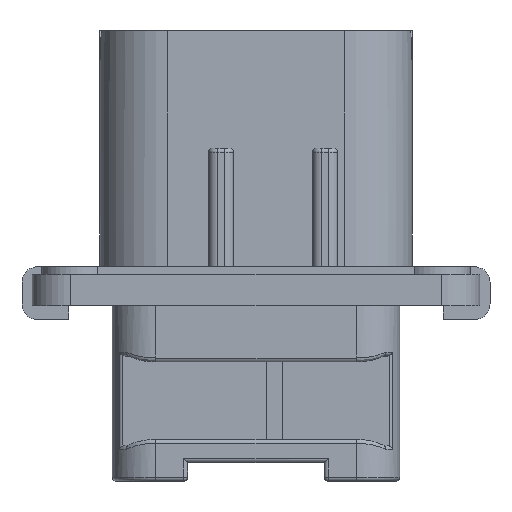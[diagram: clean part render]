
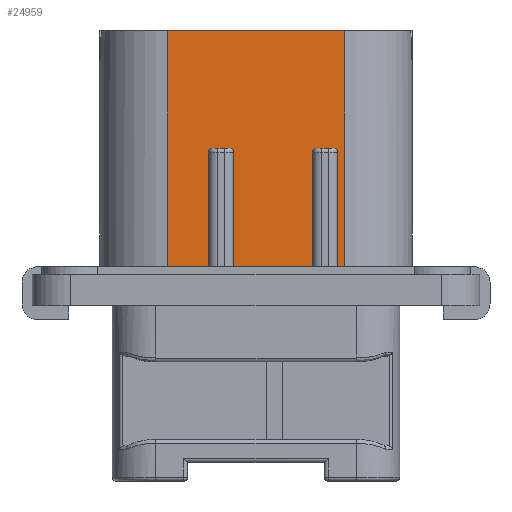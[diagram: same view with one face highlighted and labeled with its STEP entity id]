
A CAD part, front view. The second image highlights one B-rep face of the part: STEP entity #24959.
In plain terms, the highlighted planar face has unit normal (0, -1, 0).
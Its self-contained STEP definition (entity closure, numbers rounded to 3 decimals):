
#977=DIRECTION('',(1.,0.,0.));
#978=VECTOR('',#977,0.45);
#979=CARTESIAN_POINT('',(5.25,-9.,2.));
#980=LINE('',#979,#978);
#1071=CARTESIAN_POINT('',(-1.69,-9.,9.87));
#1072=DIRECTION('',(0.,1.,0.));
#1073=DIRECTION('',(0.,0.,1.));
#1074=AXIS2_PLACEMENT_3D('',#1071,#1072,#1073);
#1084=DIRECTION('',(0.,0.,1.));
#1085=VECTOR('',#1084,7.87);
#1086=CARTESIAN_POINT('',(-1.44,-9.,2.));
#1087=LINE('',#1086,#1085);
#1088=DIRECTION('',(1.,0.,0.));
#1089=VECTOR('',#1088,1.1);
#1090=CARTESIAN_POINT('',(-2.79,-9.,10.12));
#1091=LINE('',#1090,#1089);
#1092=DIRECTION('',(0.,0.,1.));
#1093=VECTOR('',#1092,7.87);
#1094=CARTESIAN_POINT('',(-3.04,-9.,2.));
#1095=LINE('',#1094,#1093);
#1096=DIRECTION('',(0.,0.,-1.));
#1097=VECTOR('',#1096,15.67);
#1098=CARTESIAN_POINT('',(-5.7,-9.,17.67));
#1099=LINE('',#1098,#1097);
#1100=DIRECTION('',(0.,0.,-1.));
#1101=VECTOR('',#1100,15.67);
#1102=CARTESIAN_POINT('',(5.7,-9.,17.67));
#1103=LINE('',#1102,#1101);
#1104=DIRECTION('',(0.,0.,1.));
#1105=VECTOR('',#1104,7.87);
#1106=CARTESIAN_POINT('',(5.25,-9.,2.));
#1107=LINE('',#1106,#1105);
#1108=DIRECTION('',(1.,0.,0.));
#1109=VECTOR('',#1108,1.1);
#1110=CARTESIAN_POINT('',(3.9,-9.,10.12));
#1111=LINE('',#1110,#1109);
#1112=DIRECTION('',(0.,0.,1.));
#1113=VECTOR('',#1112,7.87);
#1114=CARTESIAN_POINT('',(3.65,-9.,2.));
#1115=LINE('',#1114,#1113);
#1116=CARTESIAN_POINT('',(-2.79,-9.,9.87));
#1117=DIRECTION('',(0.,1.,0.));
#1118=DIRECTION('',(-1.,0.,0.));
#1119=AXIS2_PLACEMENT_3D('',#1116,#1117,#1118);
#1152=DIRECTION('',(1.,0.,0.));
#1153=VECTOR('',#1152,2.66);
#1154=CARTESIAN_POINT('',(-5.7,-9.,2.));
#1155=LINE('',#1154,#1153);
#1511=DIRECTION('',(1.,0.,0.));
#1512=VECTOR('',#1511,11.4);
#1513=CARTESIAN_POINT('',(-5.7,-9.,17.67));
#1514=LINE('',#1513,#1512);
#19249=CARTESIAN_POINT('',(5.,-9.,9.87));
#19250=DIRECTION('',(0.,1.,0.));
#19251=DIRECTION('',(0.,0.,1.));
#19252=AXIS2_PLACEMENT_3D('',#19249,#19250,#19251);
#19309=DIRECTION('',(1.,0.,0.));
#19310=VECTOR('',#19309,5.09);
#19311=CARTESIAN_POINT('',(-1.44,-9.,2.));
#19312=LINE('',#19311,#19310);
#19340=CARTESIAN_POINT('',(3.9,-9.,9.87));
#19341=DIRECTION('',(0.,1.,0.));
#19342=DIRECTION('',(-1.,0.,0.));
#19343=AXIS2_PLACEMENT_3D('',#19340,#19341,#19342);
#19539=CARTESIAN_POINT('',(-5.7,-9.,17.67));
#19540=CARTESIAN_POINT('',(-5.7,-9.,2.));
#19541=VERTEX_POINT('',#19539);
#19542=VERTEX_POINT('',#19540);
#19543=CARTESIAN_POINT('',(5.7,-9.,17.67));
#19544=CARTESIAN_POINT('',(5.7,-9.,2.));
#19545=VERTEX_POINT('',#19543);
#19546=VERTEX_POINT('',#19544);
#21472=CARTESIAN_POINT('',(-3.04,-9.,2.));
#21473=VERTEX_POINT('',#21472);
#21474=CARTESIAN_POINT('',(-1.44,-9.,2.));
#21475=CARTESIAN_POINT('',(3.65,-9.,2.));
#21476=VERTEX_POINT('',#21474);
#21477=VERTEX_POINT('',#21475);
#21478=CARTESIAN_POINT('',(5.25,-9.,2.));
#21479=VERTEX_POINT('',#21478);
#21561=CARTESIAN_POINT('',(-1.44,-9.,9.87));
#21563=VERTEX_POINT('',#21561);
#21565=CARTESIAN_POINT('',(-1.69,-9.,10.12));
#21567=VERTEX_POINT('',#21565);
#21580=CARTESIAN_POINT('',(-2.79,-9.,10.12));
#21581=VERTEX_POINT('',#21580);
#21582=CARTESIAN_POINT('',(-3.04,-9.,9.87));
#21583=VERTEX_POINT('',#21582);
#21585=CARTESIAN_POINT('',(5.25,-9.,9.87));
#21587=VERTEX_POINT('',#21585);
#21589=CARTESIAN_POINT('',(5.,-9.,10.12));
#21591=VERTEX_POINT('',#21589);
#21604=CARTESIAN_POINT('',(3.9,-9.,10.12));
#21605=VERTEX_POINT('',#21604);
#21606=CARTESIAN_POINT('',(3.65,-9.,9.87));
#21607=VERTEX_POINT('',#21606);
#24924=CARTESIAN_POINT('',(-10.05,-9.,2.));
#24925=DIRECTION('',(0.,-1.,0.));
#24926=DIRECTION('',(1.,0.,0.));
#24927=AXIS2_PLACEMENT_3D('',#24924,#24925,#24926);
#24928=PLANE('',#24927);
#24929=ORIENTED_EDGE('',*,*,#24915,.T.);
#24930=ORIENTED_EDGE('',*,*,#24904,.F.);
#24931=ORIENTED_EDGE('',*,*,#24889,.F.);
#24933=ORIENTED_EDGE('',*,*,#24932,.F.);
#24935=ORIENTED_EDGE('',*,*,#24934,.F.);
#24937=ORIENTED_EDGE('',*,*,#24936,.F.);
#24939=ORIENTED_EDGE('',*,*,#24938,.F.);
#24941=ORIENTED_EDGE('',*,*,#24940,.T.);
#24943=ORIENTED_EDGE('',*,*,#24942,.T.);
#24944=ORIENTED_EDGE('',*,*,#24806,.F.);
#24946=ORIENTED_EDGE('',*,*,#24945,.T.);
#24948=ORIENTED_EDGE('',*,*,#24947,.F.);
#24950=ORIENTED_EDGE('',*,*,#24949,.F.);
#24952=ORIENTED_EDGE('',*,*,#24951,.F.);
#24954=ORIENTED_EDGE('',*,*,#24953,.F.);
#24956=ORIENTED_EDGE('',*,*,#24955,.F.);
#24957=EDGE_LOOP('',(#24929,#24930,#24931,#24933,#24935,#24937,#24939,#24941,
#24943,#24944,#24946,#24948,#24950,#24952,#24954,#24956));
#24958=FACE_OUTER_BOUND('',#24957,.F.);
#24959=ADVANCED_FACE('',(#24958),#24928,.T.);
#1075=CIRCLE('',#1074,0.25);
#1120=CIRCLE('',#1119,0.25);
#19253=CIRCLE('',#19252,0.25);
#19344=CIRCLE('',#19343,0.25);
#24806=EDGE_CURVE('',#21479,#19546,#980,.T.);
#24889=EDGE_CURVE('',#21581,#21567,#1091,.T.);
#24904=EDGE_CURVE('',#21567,#21563,#1075,.T.);
#24915=EDGE_CURVE('',#21476,#21563,#1087,.T.);
#24932=EDGE_CURVE('',#21583,#21581,#1120,.T.);
#24934=EDGE_CURVE('',#21473,#21583,#1095,.T.);
#24936=EDGE_CURVE('',#19542,#21473,#1155,.T.);
#24938=EDGE_CURVE('',#19541,#19542,#1099,.T.);
#24940=EDGE_CURVE('',#19541,#19545,#1514,.T.);
#24942=EDGE_CURVE('',#19545,#19546,#1103,.T.);
#24945=EDGE_CURVE('',#21479,#21587,#1107,.T.);
#24947=EDGE_CURVE('',#21591,#21587,#19253,.T.);
#24949=EDGE_CURVE('',#21605,#21591,#1111,.T.);
#24951=EDGE_CURVE('',#21607,#21605,#19344,.T.);
#24953=EDGE_CURVE('',#21477,#21607,#1115,.T.);
#24955=EDGE_CURVE('',#21476,#21477,#19312,.T.);
